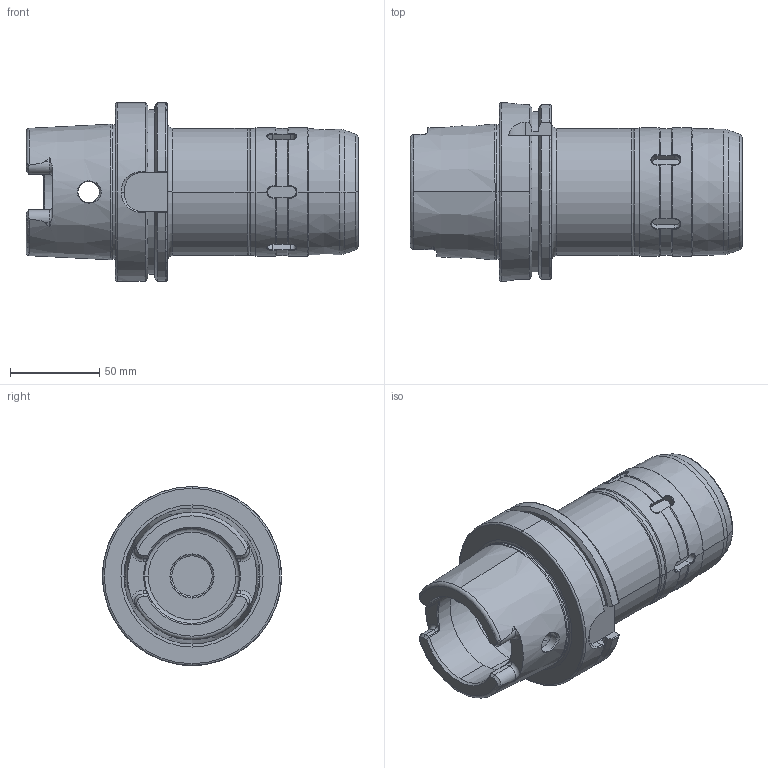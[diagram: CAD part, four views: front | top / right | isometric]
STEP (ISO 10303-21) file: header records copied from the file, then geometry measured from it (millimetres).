
FILE_DESCRIPTION((''),'2;1');
FILE_NAME('LR024-HSK100A-C1_25-5_31HS_ASM','2020-03-30T',('MYPC'),(''),'PRO/ENGINEER BY PARAMETRIC TECHNOLOGY CORPORATION, 2012130','PRO/ENGINEER BY PARAMETRIC TECHNOLOGY CORPORATION, 2012130','');
FILE_SCHEMA(('CONFIG_CONTROL_DESIGN'));
Length unit declared in the file: inch
Products named in the file (3): LR024-HSK100A-C1_25-5_31HS; C32_4CAP_3D20200309; LR024-HSK100A-C1_25-5_31HS_ASM
Assembly tree (2 placements, depth 2):
  LR024-HSK100A-C1_25-5_31HS_ASM
    LR024-HSK100A-C1_25-5_31HS
    C32_4CAP_3D20200309
Bounding box: 185.49 x 100 x 100 mm (x, y, z)
Volume: 561503.3 mm3; surface area: 109070.9 mm2
Topology: 2 solids, 3 shells, 322 faces, 790 edges, 488 vertices
Faces by surface type: plane 106, cylinder 96, cone 69, torus 31, bspline 20
Entity records: 11465 total; most frequent: CARTESIAN_POINT 3939, ORIENTED_EDGE 1578, DIRECTION 1526, EDGE_CURVE 790, AXIS2_PLACEMENT_3D 596, VERTEX_POINT 488, EDGE_LOOP 345, VECTOR 334
